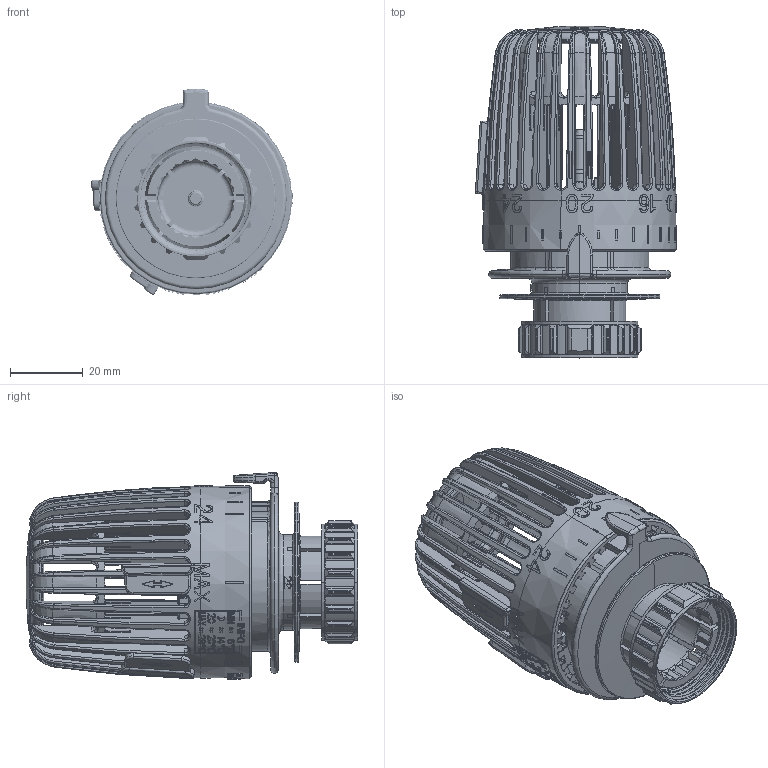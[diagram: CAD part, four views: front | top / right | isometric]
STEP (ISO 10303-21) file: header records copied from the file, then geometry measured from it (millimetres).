
FILE_DESCRIPTION((''),'2;1');
FILE_NAME('6000-00-600-30-HGZ_SW0001','2015-07-30T',('marann'),(''),'PRO/ENGINEER BY PARAMETRIC TECHNOLOGY CORPORATION, 2011490','PRO/ENGINEER BY PARAMETRIC TECHNOLOGY CORPORATION, 2011490','');
FILE_SCHEMA(('CONFIG_CONTROL_DESIGN'));
Length unit declared in the file: millimetre
Products named in the file (1): 6000-00-600-30-HGZ_SW0001
Bounding box: 55.25 x 91.09 x 56.77 mm (x, y, z)
Volume: 41920.8 mm3; surface area: 52574.1 mm2
Topology: 81 solids, 81 shells, 5258 faces, 14508 edges, 9341 vertices
Faces by surface type: plane 2185, cylinder 1159, bspline 1117, torus 406, cone 295, extrusion 52, sphere 44
Entity records: 222799 total; most frequent: CARTESIAN_POINT 98836, ORIENTED_EDGE 29000, DIRECTION 21411, EDGE_CURVE 14500, VERTEX_POINT 9341, AXIS2_PLACEMENT_3D 7255, VECTOR 6901, LINE 6849
